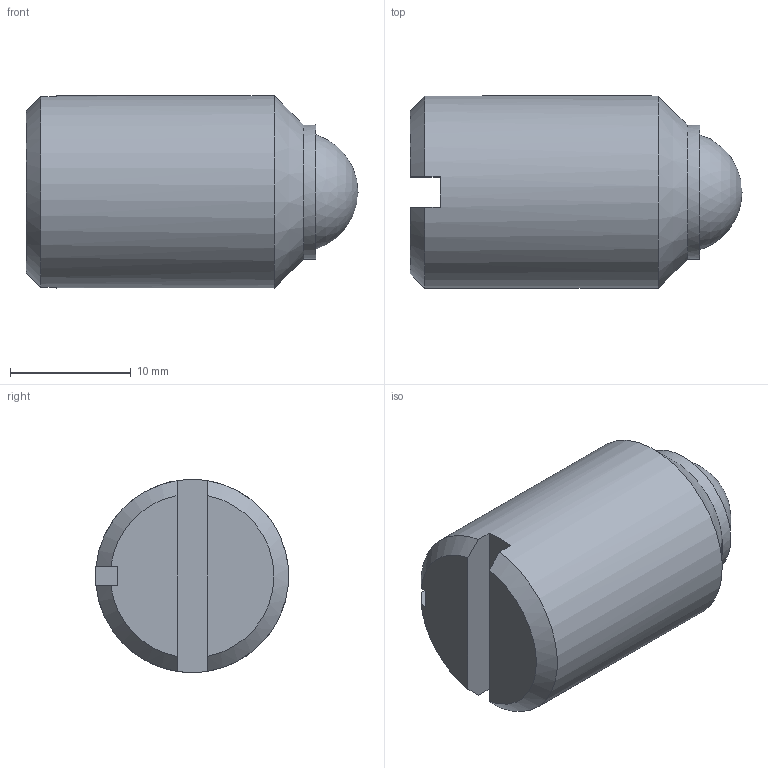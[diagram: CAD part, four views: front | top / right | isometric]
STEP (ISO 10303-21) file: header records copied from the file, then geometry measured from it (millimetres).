
FILE_DESCRIPTION( ( 'STEP AP214' ), '1' );
FILE_NAME( 'K0321.16_0.stp', '2020-12-02T15:52:42', ( '' ), ( '' ), ' ', 'PARTsolutions', ' ' );
FILE_SCHEMA( ( 'AUTOMOTIVE_DESIGN { 1 0 10303 214 1 1 1 1 }' ) );
Length unit declared in the file: millimetre
Products named in the file (1): _K0321.16_0
Bounding box: 27.5 x 15.98 x 15.98 mm (x, y, z)
Volume: 4019 mm3; surface area: 2221.4 mm2
Topology: 1 solids, 2 shells, 29 faces, 73 edges, 47 vertices
Faces by surface type: plane 18, cone 5, cylinder 4, sphere 2
Full cylindrical faces by diameter (mm): 9.98 x2, 11.1 x1
Entity records: 1011 total; most frequent: CARTESIAN_POINT 159, DIRECTION 123, ORIENTED_EDGE 118, EDGE_CURVE 59, AXIS2_PLACEMENT_3D 44, VERTEX_POINT 42, LINE 35, VECTOR 35
